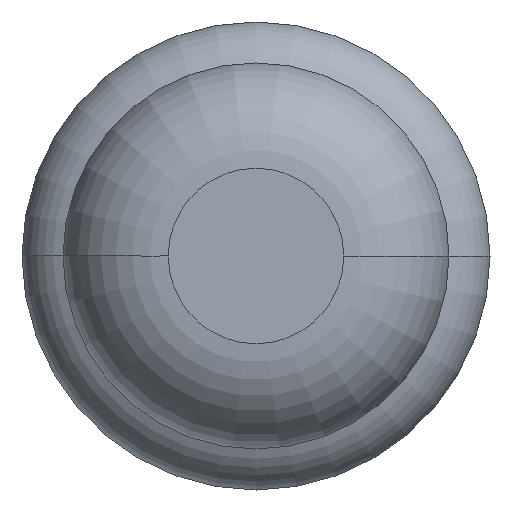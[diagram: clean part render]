
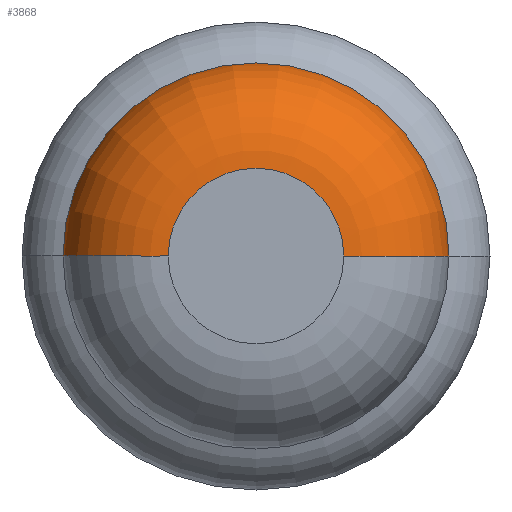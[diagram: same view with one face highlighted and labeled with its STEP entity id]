
A CAD part, front view. The second image highlights one B-rep face of the part: STEP entity #3868.
In plain terms, the highlighted toroidal (fillet/blend) face has major radius 0.375 mm and minor radius 0.45 mm.
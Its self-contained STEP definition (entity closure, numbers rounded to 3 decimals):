
#6 = FACE_OUTER_BOUND ( 'NONE', #4046, .T. ) ;
#191 = DIRECTION ( 'NONE',  ( 1., 0., 0. ) ) ;
#220 = DIRECTION ( 'NONE',  ( 0., 0., -1. ) ) ;
#285 = DIRECTION ( 'NONE',  ( 1., 0., 0. ) ) ;
#305 = EDGE_CURVE ( 'Defeature ausgef�hrt1_7+Defeature ausgef�hrt1_8+Defeature ausgef�hrt1_8+Defeature ausgef�hrt1_8', #516, #2803, #3687, .T. ) ;
#516 = VERTEX_POINT ( 'NONE', #4125 ) ;
#529 = ORIENTED_EDGE ( 'NONE', *, *, #305, .T. ) ;
#553 = CARTESIAN_POINT ( 'NONE',  ( 0.375, -31.55, 0. ) ) ;
#840 = AXIS2_PLACEMENT_3D ( 'NONE', #2597, #2234, #191 ) ;
#1232 = CIRCLE ( 'NONE', #3444, 0.375 ) ;
#1606 = DIRECTION ( 'NONE',  ( 0., 0., 1. ) ) ;
#1643 = ORIENTED_EDGE ( 'NONE', *, *, #1956, .F. ) ;
#1653 = AXIS2_PLACEMENT_3D ( 'NONE', #3009, #2296, #285 ) ;
#1791 = CIRCLE ( 'NONE', #2390, 0.45 ) ;
#1956 = EDGE_CURVE ( 'NONE', #516, #2508, #1791, .T. ) ;
#2014 = DIRECTION ( 'NONE',  ( 1., 0., 0. ) ) ;
#2234 = DIRECTION ( 'NONE',  ( 0., -1., 0. ) ) ;
#2290 = ORIENTED_EDGE ( 'NONE', *, *, #3834, .T. ) ;
#2296 = DIRECTION ( 'NONE',  ( 0., -1., 0. ) ) ;
#2321 = CARTESIAN_POINT ( 'NONE',  ( -0.375, -31.55, 0. ) ) ;
#2390 = AXIS2_PLACEMENT_3D ( 'NONE', #553, #220, #2595 ) ;
#2396 = CARTESIAN_POINT ( 'NONE',  ( 0.375, -32., 0. ) ) ;
#2508 = VERTEX_POINT ( 'NONE', #2396 ) ;
#2595 = DIRECTION ( 'NONE',  ( -1., 0., 0. ) ) ;
#2597 = CARTESIAN_POINT ( 'NONE',  ( 0., -31.55, 0. ) ) ;
#2803 = VERTEX_POINT ( 'NONE', #3930 ) ;
#2840 = CARTESIAN_POINT ( 'NONE',  ( 0., -32., 0. ) ) ;
#3009 = CARTESIAN_POINT ( 'NONE',  ( 0., -31.55, 0. ) ) ;
#3174 = EDGE_CURVE ( 'Defeature ausgef�hrt1_6+Defeature ausgef�hrt1_7+Defeature ausgef�hrt1_7+Defeature ausgef�hrt1_7', #2508, #4236, #1232, .T. ) ;
#3280 = DIRECTION ( 'NONE',  ( 1., 0., 0. ) ) ;
#3444 = AXIS2_PLACEMENT_3D ( 'NONE', #2840, #3570, #3280 ) ;
#3570 = DIRECTION ( 'NONE',  ( 0., -1., 0. ) ) ;
#3687 = CIRCLE ( 'NONE', #840, 0.825 ) ;
#3834 = EDGE_CURVE ( 'NONE', #2803, #4236, #3936, .T. ) ;
#3852 = AXIS2_PLACEMENT_3D ( 'NONE', #2321, #1606, #2014 ) ;
#3868 = ADVANCED_FACE ( 'Defeature ausgef�hrt1_7', ( #6 ), #4140, .T. ) ;
#3930 = CARTESIAN_POINT ( 'NONE',  ( -0.825, -31.55, 0. ) ) ;
#3936 = CIRCLE ( 'NONE', #3852, 0.45 ) ;
#4046 = EDGE_LOOP ( 'NONE', ( #529, #2290, #4446, #1643 ) ) ;
#4125 = CARTESIAN_POINT ( 'NONE',  ( 0.825, -31.55, 0. ) ) ;
#4140 = TOROIDAL_SURFACE ( 'NONE', #1653, 0.375, 0.45 ) ;
#4235 = CARTESIAN_POINT ( 'NONE',  ( -0.375, -32., 0. ) ) ;
#4236 = VERTEX_POINT ( 'NONE', #4235 ) ;
#4446 = ORIENTED_EDGE ( 'NONE', *, *, #3174, .F. ) ;
